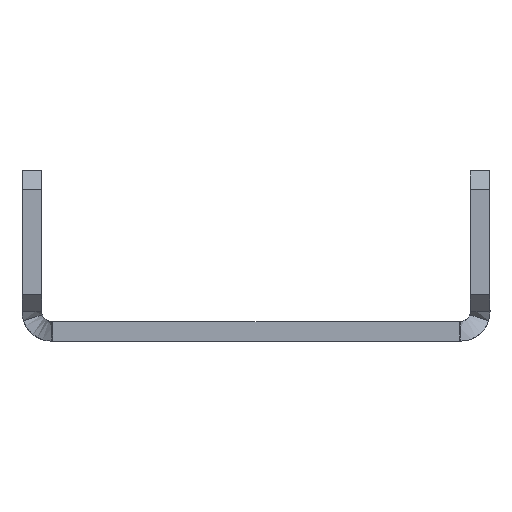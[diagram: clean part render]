
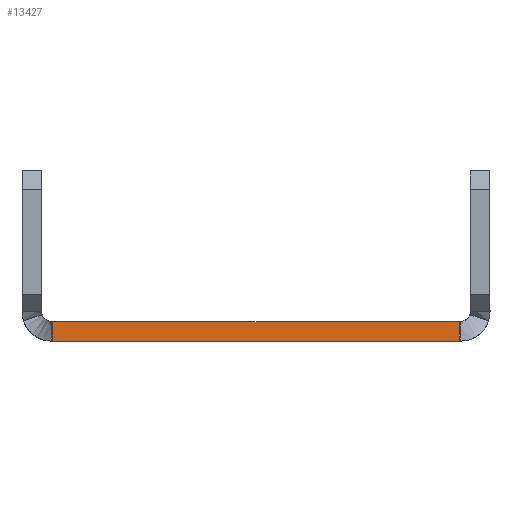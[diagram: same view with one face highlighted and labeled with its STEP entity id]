
A CAD part, front view. The second image highlights one B-rep face of the part: STEP entity #13427.
In plain terms, the highlighted planar face has unit normal (0, -1, 0).
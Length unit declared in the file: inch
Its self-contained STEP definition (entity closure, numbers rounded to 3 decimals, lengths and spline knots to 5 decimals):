
#1283=FACE_OUTER_BOUND('',#1967,.T.);
#1967=EDGE_LOOP('',(#8997,#8998,#8999,#9000));
#2807=LINE('',#19616,#4205);
#2808=LINE('',#19618,#4206);
#2809=LINE('',#19620,#4207);
#2810=LINE('',#19621,#4208);
#4205=VECTOR('',#15500,0.3937);
#4206=VECTOR('',#15501,39.37008);
#4207=VECTOR('',#15502,0.3937);
#4208=VECTOR('',#15503,39.37008);
#5603=VERTEX_POINT('',#19614);
#5604=VERTEX_POINT('',#19615);
#5605=VERTEX_POINT('',#19617);
#5606=VERTEX_POINT('',#19619);
#6955=EDGE_CURVE('',#5603,#5604,#2807,.T.);
#6956=EDGE_CURVE('',#5603,#5605,#2808,.T.);
#6957=EDGE_CURVE('',#5606,#5605,#2809,.T.);
#6958=EDGE_CURVE('',#5604,#5606,#2810,.T.);
#8997=ORIENTED_EDGE('',*,*,#6955,.F.);
#8998=ORIENTED_EDGE('',*,*,#6956,.T.);
#8999=ORIENTED_EDGE('',*,*,#6957,.F.);
#9000=ORIENTED_EDGE('',*,*,#6958,.F.);
#13075=PLANE('',#14131);
#13427=ADVANCED_FACE('',(#1283),#13075,.F.);
#14131=AXIS2_PLACEMENT_3D('',#19613,#15498,#15499);
#15498=DIRECTION('center_axis',(0.,1.,0.));
#15499=DIRECTION('ref_axis',(0.,0.,1.));
#15500=DIRECTION('',(-1.,0.,0.));
#15501=DIRECTION('',(0.,0.,1.));
#15502=DIRECTION('',(1.,0.,0.));
#15503=DIRECTION('',(0.,0.,1.));
#19613=CARTESIAN_POINT('Origin',(0.05382,1.25,0.26639));
#19614=CARTESIAN_POINT('',(0.6514,1.25,0.));
#19615=CARTESIAN_POINT('',(-0.6514,1.25,0.));
#19616=CARTESIAN_POINT('',(-0.34809,1.25,0.));
#19617=CARTESIAN_POINT('',(0.6514,1.25,0.06299));
#19618=CARTESIAN_POINT('',(0.6514,1.25,0.));
#19619=CARTESIAN_POINT('',(-0.6514,1.25,0.06299));
#19620=CARTESIAN_POINT('',(-0.34809,1.25,0.06299));
#19621=CARTESIAN_POINT('',(-0.6514,1.25,0.));
